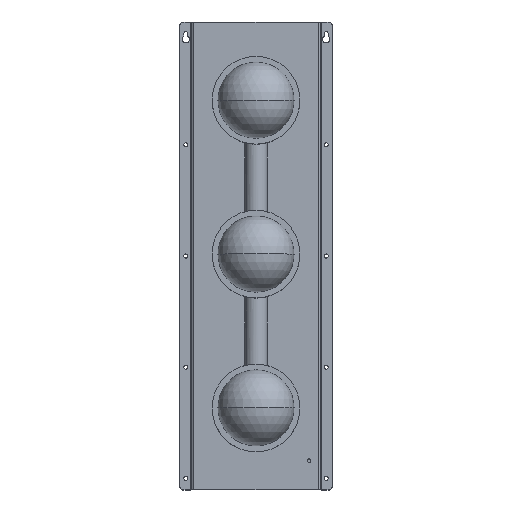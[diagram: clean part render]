
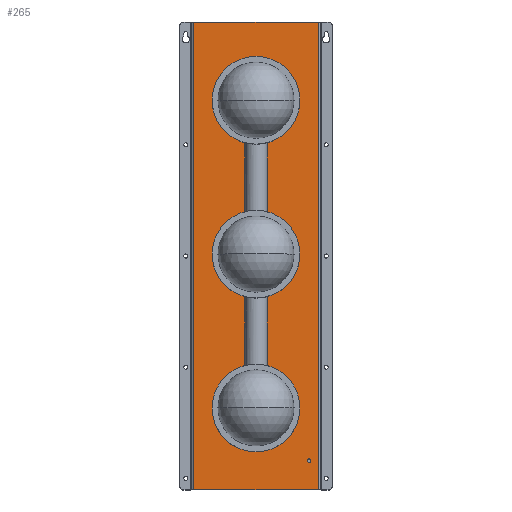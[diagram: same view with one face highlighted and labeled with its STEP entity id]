
A CAD part, top view. The second image highlights one B-rep face of the part: STEP entity #265.
In plain terms, the highlighted planar face has unit normal (0, 0, 1).
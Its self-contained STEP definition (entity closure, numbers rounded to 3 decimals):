
#22 = AXIS2_PLACEMENT_3D ( 'NONE', #1170, #1188, #1210 ) ;
#90 = ORIENTED_EDGE ( 'NONE', *, *, #3457, .T. ) ;
#166 = VECTOR ( 'NONE', #1716, 1000. ) ;
#180 = DIRECTION ( 'NONE',  ( 0., 0., 1. ) ) ;
#198 = CARTESIAN_POINT ( 'NONE',  ( 0., 266., 38. ) ) ;
#247 = EDGE_CURVE ( 'Defeatured_0_44+Defeatured_0_26+Defeatured_0_26+Defeatured_0_26', #3357, #3817, #3987, .T. ) ;
#259 = VECTOR ( 'NONE', #3514, 1000. ) ;
#265 = ADVANCED_FACE ( 'Defeatured_0_26', ( #1553, #1533, #1508, #1488, #1471 ), #1448, .F. ) ;
#287 = DIRECTION ( 'NONE',  ( 0., 0., 1. ) ) ;
#349 = CARTESIAN_POINT ( 'NONE',  ( -106., -400., 38. ) ) ;
#370 = CIRCLE ( 'NONE', #852, 75. ) ;
#380 = VERTEX_POINT ( 'NONE', #2863 ) ;
#459 = AXIS2_PLACEMENT_3D ( 'NONE', #1428, #1391, #1384 ) ;
#488 = CIRCLE ( 'NONE', #2795, 75. ) ;
#532 = CARTESIAN_POINT ( 'NONE',  ( 0., -185., 38. ) ) ;
#604 = EDGE_LOOP ( 'NONE', ( #1147, #1042, #1009, #90 ) ) ;
#737 = DIRECTION ( 'NONE',  ( 0., 0., 1. ) ) ;
#745 = EDGE_CURVE ( 'Defeatured_0_54+Defeatured_0_26+Defeatured_0_26+Defeatured_0_26', #1030, #2301, #2282, .T. ) ;
#852 = AXIS2_PLACEMENT_3D ( 'NONE', #1115, #3997, #1756 ) ;
#885 = AXIS2_PLACEMENT_3D ( 'NONE', #198, #180, #4017 ) ;
#1009 = ORIENTED_EDGE ( 'NONE', *, *, #3668, .T. ) ;
#1030 = VERTEX_POINT ( 'NONE', #3659 ) ;
#1042 = ORIENTED_EDGE ( 'NONE', *, *, #1332, .T. ) ;
#1115 = CARTESIAN_POINT ( 'NONE',  ( 0., -260., 38. ) ) ;
#1147 = ORIENTED_EDGE ( 'NONE', *, *, #3068, .T. ) ;
#1170 = CARTESIAN_POINT ( 'NONE',  ( 0., 3., 38. ) ) ;
#1184 = ORIENTED_EDGE ( 'NONE', *, *, #2786, .F. ) ;
#1188 = DIRECTION ( 'NONE',  ( 0., 0., 1. ) ) ;
#1205 = ORIENTED_EDGE ( 'NONE', *, *, #745, .F. ) ;
#1210 = DIRECTION ( 'NONE',  ( -1., 0., 0. ) ) ;
#1224 = VERTEX_POINT ( 'NONE', #3949 ) ;
#1272 = ORIENTED_EDGE ( 'NONE', *, *, #1578, .F. ) ;
#1282 = ORIENTED_EDGE ( 'NONE', *, *, #3770, .F. ) ;
#1297 = ORIENTED_EDGE ( 'NONE', *, *, #3137, .F. ) ;
#1304 = AXIS2_PLACEMENT_3D ( 'NONE', #3556, #3322, #3298 ) ;
#1332 = EDGE_CURVE ( 'Defeatured_0_26+Defeatured_0_30+Defeatured_0_4+Defeatured_0_14', #3602, #1224, #1778, .T. ) ;
#1337 = ORIENTED_EDGE ( 'NONE', *, *, #247, .F. ) ;
#1341 = CARTESIAN_POINT ( 'NONE',  ( 0., -335., 38. ) ) ;
#1376 = AXIS2_PLACEMENT_3D ( 'NONE', #2481, #2478, #2457 ) ;
#1377 = CARTESIAN_POINT ( 'NONE',  ( -106., 400., 38. ) ) ;
#1384 = DIRECTION ( 'NONE',  ( -1., 0., 0. ) ) ;
#1391 = DIRECTION ( 'NONE',  ( 0., 0., -1. ) ) ;
#1406 = ORIENTED_EDGE ( 'NONE', *, *, #2768, .F. ) ;
#1428 = CARTESIAN_POINT ( 'NONE',  ( 0., 0., 38. ) ) ;
#1448 = PLANE ( 'NONE',  #459 ) ;
#1471 = FACE_OUTER_BOUND ( 'NONE', #604, .T. ) ;
#1488 = FACE_BOUND ( 'NONE', #3105, .T. ) ;
#1497 = ORIENTED_EDGE ( 'NONE', *, *, #2294, .F. ) ;
#1508 = FACE_BOUND ( 'NONE', #2223, .T. ) ;
#1528 = DIRECTION ( 'NONE',  ( -1., 0., 0. ) ) ;
#1533 = FACE_BOUND ( 'NONE', #3736, .T. ) ;
#1548 = CARTESIAN_POINT ( 'NONE',  ( -110., 400., 38. ) ) ;
#1553 = FACE_BOUND ( 'NONE', #3648, .T. ) ;
#1574 = LINE ( 'NONE', #1548, #1707 ) ;
#1578 = EDGE_CURVE ( 'Defeatured_0_49+Defeatured_0_26+Defeatured_0_26+Defeatured_0_26', #2834, #380, #3857, .T. ) ;
#1598 = CARTESIAN_POINT ( 'NONE',  ( 88.888, -352.13, 38. ) ) ;
#1603 = DIRECTION ( 'NONE',  ( -1., 0., 0. ) ) ;
#1635 = LINE ( 'NONE', #3738, #2866 ) ;
#1642 = DIRECTION ( 'NONE',  ( 0., 0., 1. ) ) ;
#1668 = CARTESIAN_POINT ( 'NONE',  ( 0., -260., 38. ) ) ;
#1707 = VECTOR ( 'NONE', #1528, 1000. ) ;
#1716 = DIRECTION ( 'NONE',  ( 0., 1., 0. ) ) ;
#1740 = CARTESIAN_POINT ( 'NONE',  ( 106., 0., 38. ) ) ;
#1756 = DIRECTION ( 'NONE',  ( -1., 0., 0. ) ) ;
#1778 = LINE ( 'NONE', #1740, #166 ) ;
#1892 = VERTEX_POINT ( 'NONE', #1377 ) ;
#2212 = AXIS2_PLACEMENT_3D ( 'NONE', #1668, #1642, #1603 ) ;
#2223 = EDGE_LOOP ( 'NONE', ( #1282, #1272 ) ) ;
#2255 = AXIS2_PLACEMENT_3D ( 'NONE', #2860, #737, #2620 ) ;
#2282 = CIRCLE ( 'NONE', #22, 75. ) ;
#2293 = CARTESIAN_POINT ( 'NONE',  ( 0., 191., 38. ) ) ;
#2294 = EDGE_CURVE ( 'Defeatured_0_59+Defeatured_0_26+Defeatured_0_26+Defeatured_0_26', #3666, #3007, #3713, .T. ) ;
#2301 = VERTEX_POINT ( 'NONE', #2380 ) ;
#2380 = CARTESIAN_POINT ( 'NONE',  ( 0., -72., 38. ) ) ;
#2457 = DIRECTION ( 'NONE',  ( -1., 0., 0. ) ) ;
#2478 = DIRECTION ( 'NONE',  ( 0., 0., 1. ) ) ;
#2481 = CARTESIAN_POINT ( 'NONE',  ( 91., -350., 38. ) ) ;
#2620 = DIRECTION ( 'NONE',  ( -1., 0., 0. ) ) ;
#2689 = CARTESIAN_POINT ( 'NONE',  ( 106., -400., 38. ) ) ;
#2768 = EDGE_CURVE ( 'Defeatured_0_59+Defeatured_0_26+Defeatured_0_26+Defeatured_0_26', #3007, #3666, #4027, .T. ) ;
#2786 = EDGE_CURVE ( 'Defeatured_0_54+Defeatured_0_26+Defeatured_0_26+Defeatured_0_26', #2301, #1030, #488, .T. ) ;
#2795 = AXIS2_PLACEMENT_3D ( 'NONE', #3064, #287, #3462 ) ;
#2834 = VERTEX_POINT ( 'NONE', #2293 ) ;
#2860 = CARTESIAN_POINT ( 'NONE',  ( 91., -350., 38. ) ) ;
#2863 = CARTESIAN_POINT ( 'NONE',  ( 0., 341., 38. ) ) ;
#2866 = VECTOR ( 'NONE', #3722, 1000. ) ;
#3007 = VERTEX_POINT ( 'NONE', #4018 ) ;
#3064 = CARTESIAN_POINT ( 'NONE',  ( 0., 3., 38. ) ) ;
#3068 = EDGE_CURVE ( 'Defeatured_0_26+Defeatured_0_4+Defeatured_0_29+Defeatured_0_30', #3905, #3602, #1635, .T. ) ;
#3105 = EDGE_LOOP ( 'NONE', ( #1205, #1184 ) ) ;
#3132 = CIRCLE ( 'NONE', #1304, 75. ) ;
#3137 = EDGE_CURVE ( 'Defeatured_0_44+Defeatured_0_26+Defeatured_0_26+Defeatured_0_26', #3817, #3357, #370, .T. ) ;
#3298 = DIRECTION ( 'NONE',  ( -1., 0., 0. ) ) ;
#3322 = DIRECTION ( 'NONE',  ( 0., 0., 1. ) ) ;
#3357 = VERTEX_POINT ( 'NONE', #532 ) ;
#3457 = EDGE_CURVE ( 'Defeatured_0_26+Defeatured_0_29+Defeatured_0_14+Defeatured_0_4', #1892, #3905, #3548, .T. ) ;
#3462 = DIRECTION ( 'NONE',  ( -1., 0., 0. ) ) ;
#3514 = DIRECTION ( 'NONE',  ( 0., -1., 0. ) ) ;
#3532 = CARTESIAN_POINT ( 'NONE',  ( -106., 0., 38. ) ) ;
#3548 = LINE ( 'NONE', #3532, #259 ) ;
#3556 = CARTESIAN_POINT ( 'NONE',  ( 0., 266., 38. ) ) ;
#3602 = VERTEX_POINT ( 'NONE', #2689 ) ;
#3648 = EDGE_LOOP ( 'NONE', ( #1497, #1406 ) ) ;
#3659 = CARTESIAN_POINT ( 'NONE',  ( 0., 78., 38. ) ) ;
#3666 = VERTEX_POINT ( 'NONE', #1598 ) ;
#3668 = EDGE_CURVE ( 'Defeatured_0_26+Defeatured_0_14+Defeatured_0_30+Defeatured_0_29', #1224, #1892, #1574, .T. ) ;
#3713 = CIRCLE ( 'NONE', #1376, 3. ) ;
#3722 = DIRECTION ( 'NONE',  ( 1., 0., 0. ) ) ;
#3736 = EDGE_LOOP ( 'NONE', ( #1337, #1297 ) ) ;
#3738 = CARTESIAN_POINT ( 'NONE',  ( -110., -400., 38. ) ) ;
#3770 = EDGE_CURVE ( 'Defeatured_0_49+Defeatured_0_26+Defeatured_0_26+Defeatured_0_26', #380, #2834, #3132, .T. ) ;
#3817 = VERTEX_POINT ( 'NONE', #1341 ) ;
#3857 = CIRCLE ( 'NONE', #885, 75. ) ;
#3905 = VERTEX_POINT ( 'NONE', #349 ) ;
#3949 = CARTESIAN_POINT ( 'NONE',  ( 106., 400., 38. ) ) ;
#3987 = CIRCLE ( 'NONE', #2212, 75. ) ;
#3997 = DIRECTION ( 'NONE',  ( 0., 0., 1. ) ) ;
#4017 = DIRECTION ( 'NONE',  ( -1., 0., 0. ) ) ;
#4018 = CARTESIAN_POINT ( 'NONE',  ( 93.112, -347.87, 38. ) ) ;
#4027 = CIRCLE ( 'NONE', #2255, 3. ) ;
